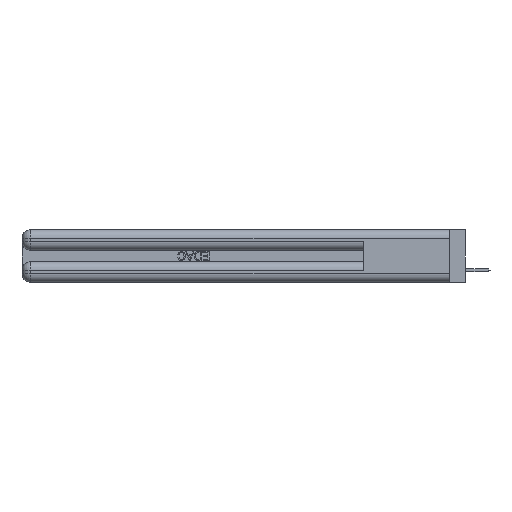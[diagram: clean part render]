
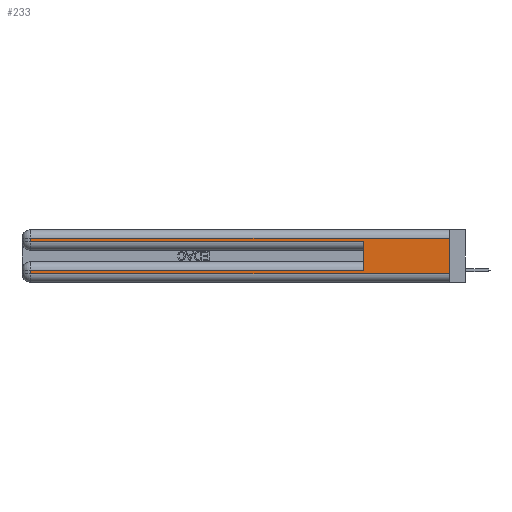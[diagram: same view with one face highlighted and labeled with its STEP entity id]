
A CAD part, left-side view. The second image highlights one B-rep face of the part: STEP entity #233.
In plain terms, the highlighted planar face has unit normal (-1, 0, 0).
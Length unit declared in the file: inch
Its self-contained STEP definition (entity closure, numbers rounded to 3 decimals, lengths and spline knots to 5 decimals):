
#43 = LINE ( 'NONE', #6228, #31423 ) ;
#201 = VECTOR ( 'NONE', #19866, 39.37008 ) ;
#233 = ADVANCED_FACE ( 'NONE', ( #14914 ), #19929, .F. ) ;
#769 = EDGE_CURVE ( 'NONE', #48917, #13239, #4069, .T. ) ;
#1166 = ORIENTED_EDGE ( 'NONE', *, *, #10548, .F. ) ;
#2441 = CARTESIAN_POINT ( 'NONE',  ( 0., 0., 0.37 ) ) ;
#2755 = VECTOR ( 'NONE', #48497, 39.37008 ) ;
#3059 = CARTESIAN_POINT ( 'NONE',  ( 0., 2.94, 0.37 ) ) ;
#4069 = LINE ( 'NONE', #52872, #4681 ) ;
#4080 = CARTESIAN_POINT ( 'NONE',  ( 0., 0.6, 0.085 ) ) ;
#4384 = AXIS2_PLACEMENT_3D ( 'NONE', #32309, #27654, #23723 ) ;
#4681 = VECTOR ( 'NONE', #20363, 39.37008 ) ;
#6228 = CARTESIAN_POINT ( 'NONE',  ( 0., 0., 0.31 ) ) ;
#6550 = ORIENTED_EDGE ( 'NONE', *, *, #31972, .T. ) ;
#6553 = DIRECTION ( 'NONE',  ( 0., -1., 0. ) ) ;
#9693 = LINE ( 'NONE', #44428, #2755 ) ;
#10438 = EDGE_CURVE ( 'NONE', #40957, #16381, #43, .T. ) ;
#10548 = EDGE_CURVE ( 'NONE', #40957, #23654, #44322, .T. ) ;
#10858 = DIRECTION ( 'NONE',  ( 0., 1., 0. ) ) ;
#11569 = DIRECTION ( 'NONE',  ( 0., 1., 0. ) ) ;
#12288 = ORIENTED_EDGE ( 'NONE', *, *, #16874, .T. ) ;
#13239 = VERTEX_POINT ( 'NONE', #48986 ) ;
#13299 = ORIENTED_EDGE ( 'NONE', *, *, #10438, .T. ) ;
#14016 = DIRECTION ( 'NONE',  ( 0., 0., -1. ) ) ;
#14098 = VECTOR ( 'NONE', #44386, 39.37008 ) ;
#14443 = VERTEX_POINT ( 'NONE', #25467 ) ;
#14914 = FACE_OUTER_BOUND ( 'NONE', #44393, .T. ) ;
#15305 = VERTEX_POINT ( 'NONE', #47309 ) ;
#15422 = ORIENTED_EDGE ( 'NONE', *, *, #769, .F. ) ;
#16381 = VERTEX_POINT ( 'NONE', #22511 ) ;
#16874 = EDGE_CURVE ( 'NONE', #16381, #14443, #9693, .T. ) ;
#17903 = EDGE_CURVE ( 'NONE', #14443, #13239, #26289, .T. ) ;
#18653 = CARTESIAN_POINT ( 'NONE',  ( 0., 0., 0.285 ) ) ;
#19866 = DIRECTION ( 'NONE',  ( 0., 0., -1. ) ) ;
#19929 = PLANE ( 'NONE',  #4384 ) ;
#20258 = VERTEX_POINT ( 'NONE', #39032 ) ;
#20363 = DIRECTION ( 'NONE',  ( 0., 0., 1. ) ) ;
#20552 = ORIENTED_EDGE ( 'NONE', *, *, #33839, .T. ) ;
#22396 = LINE ( 'NONE', #30952, #48142 ) ;
#22511 = CARTESIAN_POINT ( 'NONE',  ( 0., 2.94, 0.31 ) ) ;
#23654 = VERTEX_POINT ( 'NONE', #26697 ) ;
#23723 = DIRECTION ( 'NONE',  ( 0., 0., -1. ) ) ;
#25209 = EDGE_CURVE ( 'NONE', #20258, #15305, #36771, .T. ) ;
#25467 = CARTESIAN_POINT ( 'NONE',  ( 0., 2.94, 0.285 ) ) ;
#26289 = LINE ( 'NONE', #18653, #14098 ) ;
#26697 = CARTESIAN_POINT ( 'NONE',  ( 0., 0., 0.06 ) ) ;
#27654 = DIRECTION ( 'NONE',  ( 1., 0., 0. ) ) ;
#30108 = ORIENTED_EDGE ( 'NONE', *, *, #25209, .T. ) ;
#30952 = CARTESIAN_POINT ( 'NONE',  ( 0., 0., 0.085 ) ) ;
#31291 = CARTESIAN_POINT ( 'NONE',  ( 0., 0., 0.06 ) ) ;
#31400 = LINE ( 'NONE', #31291, #35921 ) ;
#31423 = VECTOR ( 'NONE', #10858, 39.37008 ) ;
#31972 = EDGE_CURVE ( 'NONE', #15305, #23654, #31400, .T. ) ;
#32309 = CARTESIAN_POINT ( 'NONE',  ( 0., 0., 0.37 ) ) ;
#33839 = EDGE_CURVE ( 'NONE', #48917, #20258, #22396, .T. ) ;
#35921 = VECTOR ( 'NONE', #6553, 39.37008 ) ;
#36538 = CARTESIAN_POINT ( 'NONE',  ( 0., 0., 0.31 ) ) ;
#36771 = LINE ( 'NONE', #3059, #201 ) ;
#39032 = CARTESIAN_POINT ( 'NONE',  ( 0., 2.94, 0.085 ) ) ;
#39789 = VECTOR ( 'NONE', #14016, 39.37008 ) ;
#40957 = VERTEX_POINT ( 'NONE', #36538 ) ;
#44322 = LINE ( 'NONE', #2441, #39789 ) ;
#44386 = DIRECTION ( 'NONE',  ( 0., -1., 0. ) ) ;
#44393 = EDGE_LOOP ( 'NONE', ( #1166, #13299, #12288, #52585, #15422, #20552, #30108, #6550 ) ) ;
#44428 = CARTESIAN_POINT ( 'NONE',  ( 0., 2.94, 0.37 ) ) ;
#47309 = CARTESIAN_POINT ( 'NONE',  ( 0., 2.94, 0.06 ) ) ;
#48142 = VECTOR ( 'NONE', #11569, 39.37008 ) ;
#48497 = DIRECTION ( 'NONE',  ( 0., 0., -1. ) ) ;
#48917 = VERTEX_POINT ( 'NONE', #4080 ) ;
#48986 = CARTESIAN_POINT ( 'NONE',  ( 0., 0.6, 0.285 ) ) ;
#52585 = ORIENTED_EDGE ( 'NONE', *, *, #17903, .T. ) ;
#52872 = CARTESIAN_POINT ( 'NONE',  ( 0., 0.6, 0.145 ) ) ;
